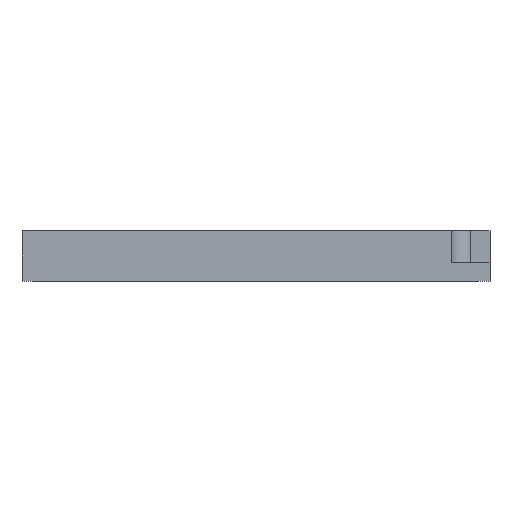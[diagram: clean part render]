
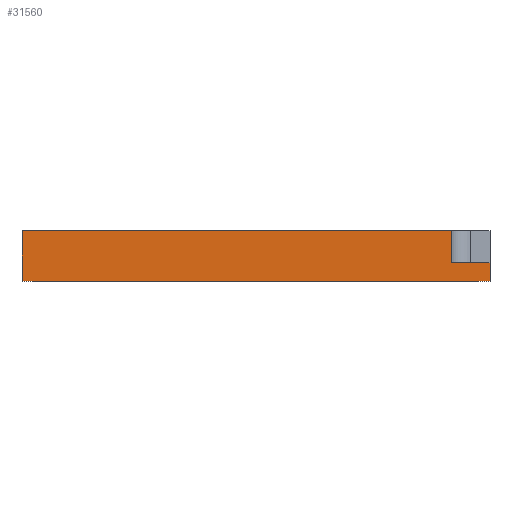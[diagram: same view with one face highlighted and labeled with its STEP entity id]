
A CAD part, left-side view. The second image highlights one B-rep face of the part: STEP entity #31560.
In plain terms, the highlighted planar face has unit normal (-1, 0, 0).
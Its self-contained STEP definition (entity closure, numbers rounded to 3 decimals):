
#450=CARTESIAN_POINT('',(-42.25,-35.25,0.21));
#460=VERTEX_POINT('',#450);
#490=CARTESIAN_POINT('',(-42.25,42.25,0.21));
#500=DIRECTION('',(0.,-1.,0.));
#510=VECTOR('',#500,1.);
#520=LINE('',#490,#510);
#530=CARTESIAN_POINT('',(-42.25,42.25,0.21));
#540=VERTEX_POINT('',#530);
#550=EDGE_CURVE('',#540,#460,#520,.T.);
#1800=CARTESIAN_POINT('',(-42.25,42.25,-8.88));
#1810=DIRECTION('',(0.,-1.,0.));
#1820=VECTOR('',#1810,1.);
#1830=LINE('',#1800,#1820);
#1840=CARTESIAN_POINT('',(-42.25,42.25,-8.88));
#1850=VERTEX_POINT('',#1840);
#1860=CARTESIAN_POINT('',(-42.25,-42.25,-8.88));
#1870=VERTEX_POINT('',#1860);
#1880=EDGE_CURVE('',#1850,#1870,#1830,.T.);
#30990=CARTESIAN_POINT('',(-42.25,-42.25,0.));
#31000=DIRECTION('',(0.,0.,1.));
#31010=VECTOR('',#31000,1.);
#31020=LINE('',#30990,#31010);
#31030=CARTESIAN_POINT('',(-42.25,-42.25,-5.58));
#31040=VERTEX_POINT('',#31030);
#31050=EDGE_CURVE('',#1870,#31040,#31020,.T.);
#31260=CARTESIAN_POINT('',(-42.25,-42.25,0.));
#31270=DIRECTION('',(-1.,0.,0.));
#31280=DIRECTION('',(0.,1.,0.));
#31290=AXIS2_PLACEMENT_3D('',#31260,#31270,#31280);
#31300=PLANE('',#31290);
#31310=ORIENTED_EDGE('',*,*,#31050,.T.);
#31320=ORIENTED_EDGE('',*,*,#1880,.T.);
#31330=CARTESIAN_POINT('',(-42.25,42.25,0.));
#31340=DIRECTION('',(0.,0.,1.));
#31350=VECTOR('',#31340,1.);
#31360=LINE('',#31330,#31350);
#31370=EDGE_CURVE('',#1850,#540,#31360,.T.);
#31380=ORIENTED_EDGE('',*,*,#31370,.F.);
#31390=ORIENTED_EDGE('',*,*,#550,.F.);
#31400=CARTESIAN_POINT('',(-42.25,-35.25,0.));
#31410=DIRECTION('',(0.,0.,1.));
#31420=VECTOR('',#31410,1.);
#31430=LINE('',#31400,#31420);
#31440=CARTESIAN_POINT('',(-42.25,-35.25,-5.58));
#31450=VERTEX_POINT('',#31440);
#31460=EDGE_CURVE('',#31450,#460,#31430,.T.);
#31470=ORIENTED_EDGE('',*,*,#31460,.T.);
#31480=CARTESIAN_POINT('',(-42.25,0.,-5.58));
#31490=DIRECTION('',(0.,1.,0.));
#31500=VECTOR('',#31490,1.);
#31510=LINE('',#31480,#31500);
#31520=EDGE_CURVE('',#31040,#31450,#31510,.T.);
#31530=ORIENTED_EDGE('',*,*,#31520,.T.);
#31540=EDGE_LOOP('',(#31530,#31470,#31390,#31380,#31320,#31310));
#31550=FACE_OUTER_BOUND('',#31540,.T.);
#31560=ADVANCED_FACE('',(#31550),#31300,.T.);
